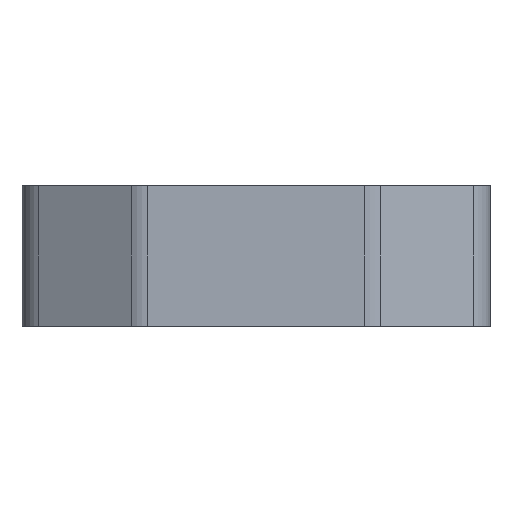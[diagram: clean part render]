
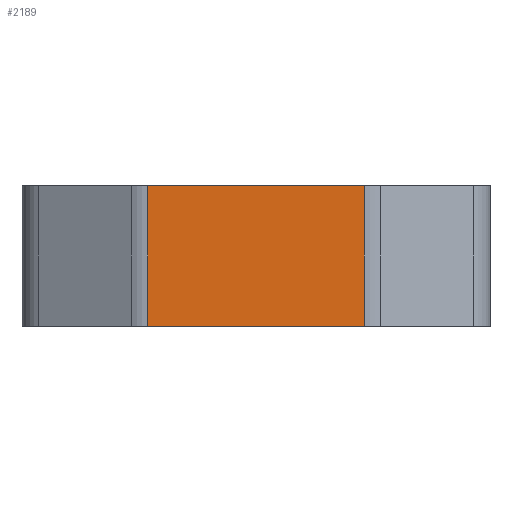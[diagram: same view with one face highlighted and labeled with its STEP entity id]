
A CAD part, left-side view. The second image highlights one B-rep face of the part: STEP entity #2189.
In plain terms, the highlighted planar face has unit normal (-1, 0, 0).
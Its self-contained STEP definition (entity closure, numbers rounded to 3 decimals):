
#76 = LINE ( 'NONE', #2591, #411 ) ;
#92 = CARTESIAN_POINT ( 'NONE',  ( -27., 10., 0. ) ) ;
#250 = DIRECTION ( 'NONE',  ( 1., 0., 0. ) ) ;
#280 = VECTOR ( 'NONE', #2205, 1000. ) ;
#330 = DIRECTION ( 'NONE',  ( 0., 1., 0. ) ) ;
#397 = EDGE_CURVE ( 'NONE', #676, #815, #926, .T. ) ;
#411 = VECTOR ( 'NONE', #2386, 1000. ) ;
#676 = VERTEX_POINT ( 'NONE', #1065 ) ;
#692 = AXIS2_PLACEMENT_3D ( 'NONE', #1321, #250, #903 ) ;
#747 = CARTESIAN_POINT ( 'NONE',  ( -27., 58.124, 2. ) ) ;
#799 = EDGE_CURVE ( 'NONE', #815, #1307, #76, .T. ) ;
#815 = VERTEX_POINT ( 'NONE', #2411 ) ;
#858 = ORIENTED_EDGE ( 'NONE', *, *, #799, .T. ) ;
#903 = DIRECTION ( 'NONE',  ( 0., 1., 0. ) ) ;
#926 = LINE ( 'NONE', #2400, #280 ) ;
#1026 = EDGE_CURVE ( 'NONE', #676, #2695, #2245, .T. ) ;
#1065 = CARTESIAN_POINT ( 'NONE',  ( -27., 11.876, 0. ) ) ;
#1219 = ORIENTED_EDGE ( 'NONE', *, *, #1026, .F. ) ;
#1307 = VERTEX_POINT ( 'NONE', #2563 ) ;
#1321 = CARTESIAN_POINT ( 'NONE',  ( -27., -15., 2. ) ) ;
#1499 = ORIENTED_EDGE ( 'NONE', *, *, #2395, .T. ) ;
#1733 = CARTESIAN_POINT ( 'NONE',  ( -27., 58.124, 0. ) ) ;
#1833 = VECTOR ( 'NONE', #330, 1000. ) ;
#1863 = EDGE_LOOP ( 'NONE', ( #1219, #2566, #858, #1499 ) ) ;
#2189 = ADVANCED_FACE ( 'NONE', ( #2399 ), #2635, .F. ) ;
#2205 = DIRECTION ( 'NONE',  ( 0., 0., 1. ) ) ;
#2245 = LINE ( 'NONE', #92, #1833 ) ;
#2289 = DIRECTION ( 'NONE',  ( 0., 0., -1. ) ) ;
#2386 = DIRECTION ( 'NONE',  ( 0., 1., 0. ) ) ;
#2395 = EDGE_CURVE ( 'NONE', #1307, #2695, #2467, .T. ) ;
#2399 = FACE_OUTER_BOUND ( 'NONE', #1863, .T. ) ;
#2400 = CARTESIAN_POINT ( 'NONE',  ( -27., 11.876, 2. ) ) ;
#2411 = CARTESIAN_POINT ( 'NONE',  ( -27., 11.876, 30. ) ) ;
#2467 = LINE ( 'NONE', #747, #2560 ) ;
#2560 = VECTOR ( 'NONE', #2289, 1000. ) ;
#2563 = CARTESIAN_POINT ( 'NONE',  ( -27., 58.124, 30. ) ) ;
#2566 = ORIENTED_EDGE ( 'NONE', *, *, #397, .T. ) ;
#2591 = CARTESIAN_POINT ( 'NONE',  ( -27., -15., 30. ) ) ;
#2635 = PLANE ( 'NONE',  #692 ) ;
#2695 = VERTEX_POINT ( 'NONE', #1733 ) ;
